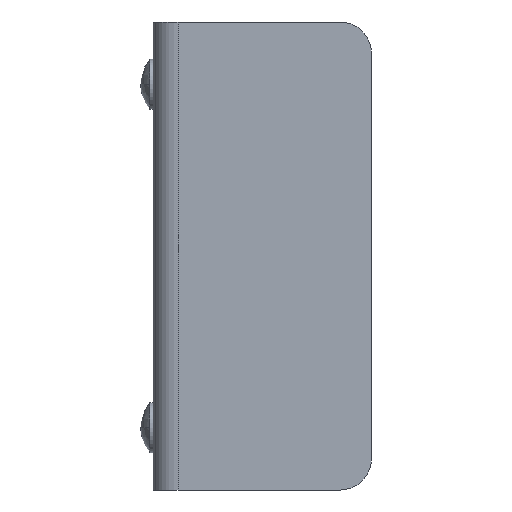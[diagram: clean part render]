
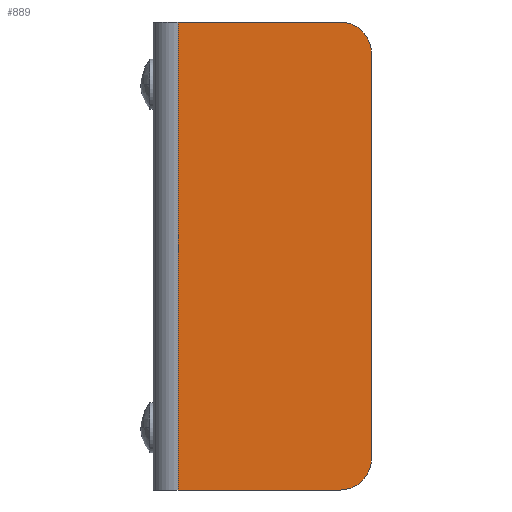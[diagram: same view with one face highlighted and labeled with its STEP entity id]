
A CAD part, left-side view. The second image highlights one B-rep face of the part: STEP entity #889.
In plain terms, the highlighted planar face has unit normal (-1, 0, 0).
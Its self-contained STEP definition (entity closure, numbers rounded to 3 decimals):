
#4 = VECTOR ( 'NONE', #75, 1000. ) ;
#34 = VERTEX_POINT ( 'NONE', #1014 ) ;
#61 = AXIS2_PLACEMENT_3D ( 'NONE', #172, #167, #366 ) ;
#75 = DIRECTION ( 'NONE',  ( 0., 0., -1. ) ) ;
#83 = EDGE_CURVE ( 'NONE', #489, #636, #451, .T. ) ;
#130 = LINE ( 'NONE', #349, #269 ) ;
#133 = EDGE_CURVE ( 'NONE', #532, #401, #130, .T. ) ;
#138 = CARTESIAN_POINT ( 'NONE',  ( -12.5, -28., 5. ) ) ;
#158 = ORIENTED_EDGE ( 'NONE', *, *, #133, .T. ) ;
#160 = CARTESIAN_POINT ( 'NONE',  ( -12.5, -33., 5. ) ) ;
#167 = DIRECTION ( 'NONE',  ( -1., 0., 0. ) ) ;
#172 = CARTESIAN_POINT ( 'NONE',  ( -12.5, -33., 75. ) ) ;
#201 = CARTESIAN_POINT ( 'NONE',  ( -12.5, -33., 75. ) ) ;
#244 = CARTESIAN_POINT ( 'NONE',  ( -12.5, -33., 0. ) ) ;
#252 = LINE ( 'NONE', #201, #414 ) ;
#269 = VECTOR ( 'NONE', #1022, 1000. ) ;
#284 = LINE ( 'NONE', #659, #4 ) ;
#296 = ORIENTED_EDGE ( 'NONE', *, *, #83, .T. ) ;
#298 = LINE ( 'NONE', #244, #921 ) ;
#309 = ORIENTED_EDGE ( 'NONE', *, *, #1230, .T. ) ;
#349 = CARTESIAN_POINT ( 'NONE',  ( -12.5, -2., 75. ) ) ;
#366 = DIRECTION ( 'NONE',  ( 0., 0., 1. ) ) ;
#373 = PLANE ( 'NONE',  #61 ) ;
#381 = CARTESIAN_POINT ( 'NONE',  ( -12.5, -28., 70. ) ) ;
#389 = DIRECTION ( 'NONE',  ( -1., 0., 0. ) ) ;
#401 = VERTEX_POINT ( 'NONE', #1160 ) ;
#412 = CARTESIAN_POINT ( 'NONE',  ( -12.5, -2., 75. ) ) ;
#414 = VECTOR ( 'NONE', #874, 1000. ) ;
#451 = CIRCLE ( 'NONE', #658, 5. ) ;
#489 = VERTEX_POINT ( 'NONE', #801 ) ;
#515 = ORIENTED_EDGE ( 'NONE', *, *, #971, .F. ) ;
#527 = DIRECTION ( 'NONE',  ( 0., 0., 1. ) ) ;
#532 = VERTEX_POINT ( 'NONE', #412 ) ;
#552 = EDGE_CURVE ( 'NONE', #489, #401, #298, .T. ) ;
#579 = CARTESIAN_POINT ( 'NONE',  ( -12.5, -33., 70. ) ) ;
#636 = VERTEX_POINT ( 'NONE', #160 ) ;
#658 = AXIS2_PLACEMENT_3D ( 'NONE', #138, #995, #527 ) ;
#659 = CARTESIAN_POINT ( 'NONE',  ( -12.5, -33., 75. ) ) ;
#730 = AXIS2_PLACEMENT_3D ( 'NONE', #381, #389, #774 ) ;
#774 = DIRECTION ( 'NONE',  ( 0., 0., 1. ) ) ;
#801 = CARTESIAN_POINT ( 'NONE',  ( -12.5, -28., 0. ) ) ;
#857 = CIRCLE ( 'NONE', #730, 5. ) ;
#874 = DIRECTION ( 'NONE',  ( 0., 1., 0. ) ) ;
#889 = ADVANCED_FACE ( 'NONE', ( #946 ), #373, .T. ) ;
#921 = VECTOR ( 'NONE', #1081, 1000. ) ;
#946 = FACE_OUTER_BOUND ( 'NONE', #1240, .T. ) ;
#971 = EDGE_CURVE ( 'NONE', #1088, #636, #284, .T. ) ;
#995 = DIRECTION ( 'NONE',  ( -1., 0., 0. ) ) ;
#1014 = CARTESIAN_POINT ( 'NONE',  ( -12.5, -28., 75. ) ) ;
#1022 = DIRECTION ( 'NONE',  ( 0., 0., -1. ) ) ;
#1027 = ORIENTED_EDGE ( 'NONE', *, *, #552, .F. ) ;
#1036 = EDGE_CURVE ( 'NONE', #1088, #34, #857, .T. ) ;
#1074 = ORIENTED_EDGE ( 'NONE', *, *, #1036, .T. ) ;
#1081 = DIRECTION ( 'NONE',  ( 0., 1., 0. ) ) ;
#1088 = VERTEX_POINT ( 'NONE', #579 ) ;
#1160 = CARTESIAN_POINT ( 'NONE',  ( -12.5, -2., 0. ) ) ;
#1230 = EDGE_CURVE ( 'NONE', #34, #532, #252, .T. ) ;
#1240 = EDGE_LOOP ( 'NONE', ( #1027, #296, #515, #1074, #309, #158 ) ) ;
